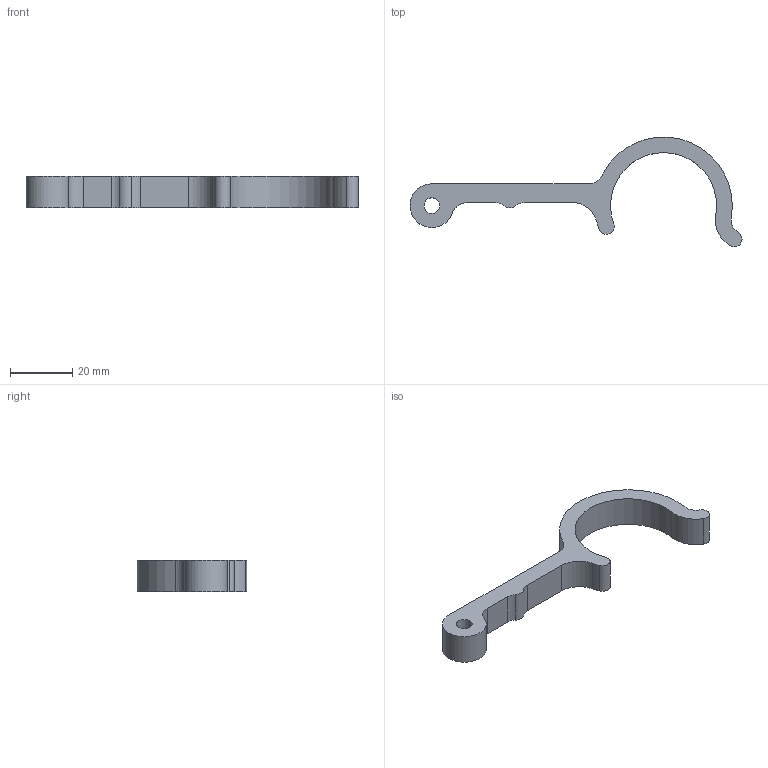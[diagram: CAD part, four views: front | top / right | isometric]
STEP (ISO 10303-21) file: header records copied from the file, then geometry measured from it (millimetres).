
FILE_DESCRIPTION(('CATIA V5 STEP Exchange'),'2;1');
FILE_NAME('Body_v3.stp','2020-04-29T12:42:32+00:00',('none'),('none'),'CATIA Unofficial Packaging Version SP3','CATIA V5 STEP AP203','none');
FILE_SCHEMA(('CONFIG_CONTROL_DESIGN'));
Length unit declared in the file: millimetre
Products named in the file (1): Body_v3
Bounding box: 106.29 x 35.13 x 10 mm (x, y, z)
Volume: 8604.2 mm3; surface area: 4858.1 mm2
Topology: 1 solids, 1 shells, 21 faces, 57 edges, 38 vertices
Faces by surface type: cylinder 16, plane 5
Entity records: 686 total; most frequent: CARTESIAN_POINT 115, ORIENTED_EDGE 114, DIRECTION 95, EDGE_CURVE 57, AXIS2_PLACEMENT_3D 52, VERTEX_POINT 38, CIRCLE 32, VECTOR 25
